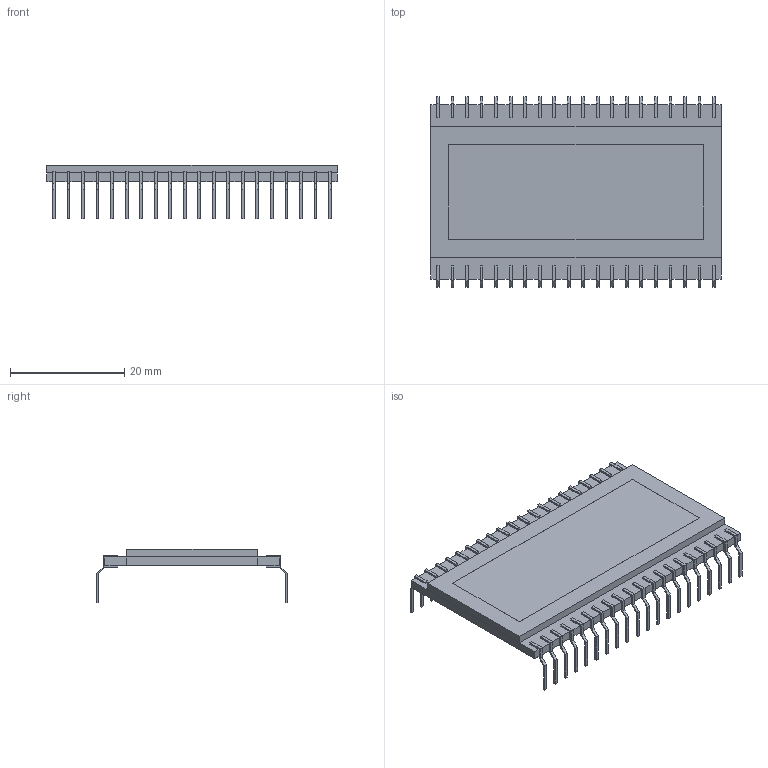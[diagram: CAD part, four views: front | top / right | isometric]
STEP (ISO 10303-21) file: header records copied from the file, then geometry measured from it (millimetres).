
FILE_DESCRIPTION(('FreeCAD Model'),'2;1');
FILE_NAME('DE-119-RS-20-6,35.step','2019-04-14T17:55:04',( 'Author'),(''),'Open CASCADE STEP processor 7.3','FreeCAD','Unknown' );
FILE_SCHEMA(('AUTOMOTIVE_DESIGN { 1 0 10303 214 1 1 1 1 }'));
Length unit declared in the file: millimetre
Products named in the file (1): Body
Bounding box: 50.8 x 33.32 x 9.35 mm (x, y, z)
Volume: 3960.4 mm3; surface area: 4152.9 mm2
Topology: 1 solids, 1 shells, 543 faces, 1608 edges, 1068 vertices
Faces by surface type: plane 543
Entity records: 42465 total; most frequent: CARTESIAN_POINT 6436, DIRECTION 5912, LINE 4824, VECTOR 4824, ORIENTED_EDGE 3216, PCURVE 3216, DEFINITIONAL_REPRESENTATION 3216, EDGE_CURVE 1608
